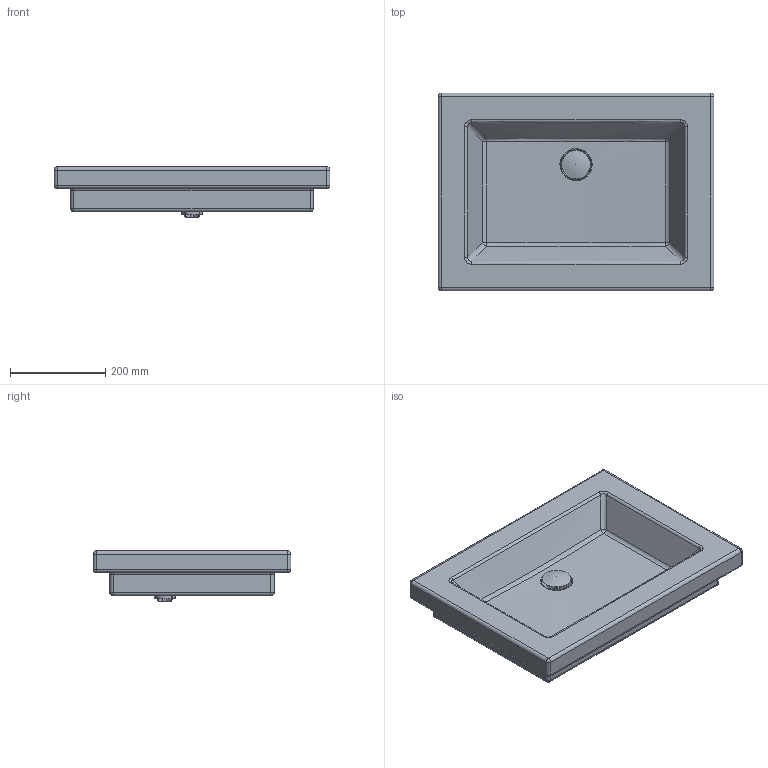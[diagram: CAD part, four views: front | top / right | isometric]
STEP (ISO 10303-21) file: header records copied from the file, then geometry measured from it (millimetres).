
FILE_DESCRIPTION((''),'2;1');
FILE_NAME('031758.stp','2007-03-09T10:18:43',('Huebner'),(''),'Autodesk Inventor 11','Autodesk Inventor 11','');
FILE_SCHEMA(('AUTOMOTIVE_DESIGN { 1 0 10303 214 1 1 1 1 }'));
Length unit declared in the file: millimetre
Products named in the file (4): 031758; Stopfen2; Kelch2_kurz
Assembly tree (3 placements, depth 2):
  031758
    031758
    Stopfen2
    Kelch2_kurz
Bounding box: 580 x 415 x 106.16 mm (x, y, z)
Volume: 9368487 mm3; surface area: 740271.3 mm2
Topology: 3 solids, 3 shells, 122 faces, 274 edges, 154 vertices
Faces by surface type: cylinder 46, plane 31, bspline 31, sphere 8, torus 4, cone 2
Full cylindrical faces by diameter (mm): 42 x1, 44 x1, 52 x1, 60 x1, 75 x1
Entity records: 6779 total; most frequent: CARTESIAN_POINT 4164, DIRECTION 528, ORIENTED_EDGE 510, EDGE_CURVE 255, AXIS2_PLACEMENT_3D 212, VERTEX_POINT 152, EDGE_LOOP 139, FACE_OUTER_BOUND 122
